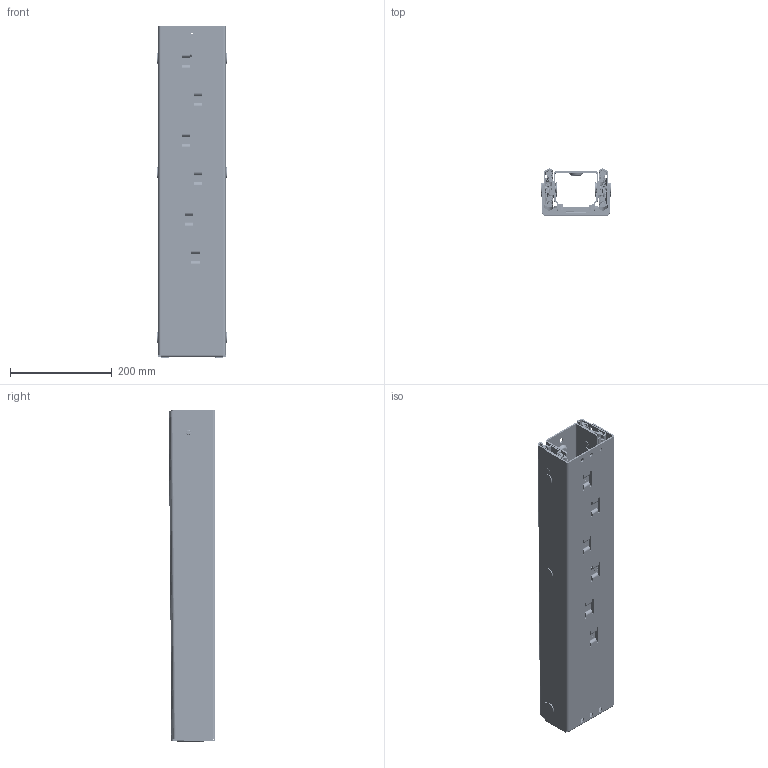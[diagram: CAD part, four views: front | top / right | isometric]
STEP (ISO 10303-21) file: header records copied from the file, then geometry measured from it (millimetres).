
FILE_DESCRIPTION(/* description */ ('LOWER MOUNTING PART L=650mm'),/* implementation_level */ '2;1');
FILE_NAME(/* name */ '150-A38_in_nf.stp',/* time_stamp */ '2016-03-31T11:04:40+02:00',/* author */ ('s.duizings'),/* organization */ (''),/* preprocessor_version */ 'ST-DEVELOPER v15.6',/* originating_system */ 'Autodesk Inventor 2015',/* authorisation */ '');
FILE_SCHEMA (('AUTOMOTIVE_DESIGN { 1 0 10303 214 3 1 1 }'));
Products named in the file (31): E000029742; E000029740; E000003171; E000016154; S-M8-1 ZI; E000029741; E000029684; E000029678; E000035072; E000029683; E000003168; E000003161; E000003159; E000003873; E000003163; E000008703; E000029682; E000029677; E000029681; E000003167; E000003160; E000003158; E000003835; E000003162; E000008774; E000029680; E000029676; E000029679; E000029685; E000032771; E000029739
Assembly tree (79 placements, depth 6):
  E000029739
    E000029742
    E000029741
      E000029740
      E000003171  x2
      E000016154  x2
      S-M8-1 ZI  x3
    E000029685  x2
      E000029684
      E000029683
        E000029678
        E000035072  x3
      E000029682
        E000008703
          E000003168  x2
          E000003873  x14
            E000003161
            E000003159
          E000003163  x4
      E000029681
        E000029677
      E000029680
        E000008774
          E000003167  x2
          E000003835  x14
            E000003160
            E000003158
          E000003162  x4
      E000029679
        E000029676
        E000035072  x3
    E000032771  x4
Bounding box: 137.9 x 91.4 x 651.21 mm (x, y, z)
Volume: 1768286.4 mm3; surface area: 1380813.3 mm2
Topology: 223 solids, 223 shells, 16604 faces, 47003 edges, 30480 vertices
Faces by surface type: cylinder 9306, plane 6057, torus 584, bspline 324, cone 221, sphere 112
Full cylindrical faces by diameter (mm): 2.7 x6, 4.9 x8, 5 x16, 5.1 x4, 5.2 x20, 6.647 x3, 7.2 x12, 8 x4, 8.1 x56, 8.2 x3, 9.2 x56, 9.5 x4, 10.47 x3, 10.5 x3, 11.76 x3, 11.9 x12, 12.65 x3, 22 x12
Entity records: 73276 total; most frequent: CARTESIAN_POINT 17055, DIRECTION 11842, ORIENTED_EDGE 11676, EDGE_CURVE 5838, AXIS2_PLACEMENT_3D 4261, VERTEX_POINT 3786, LINE 3320, VECTOR 3320
